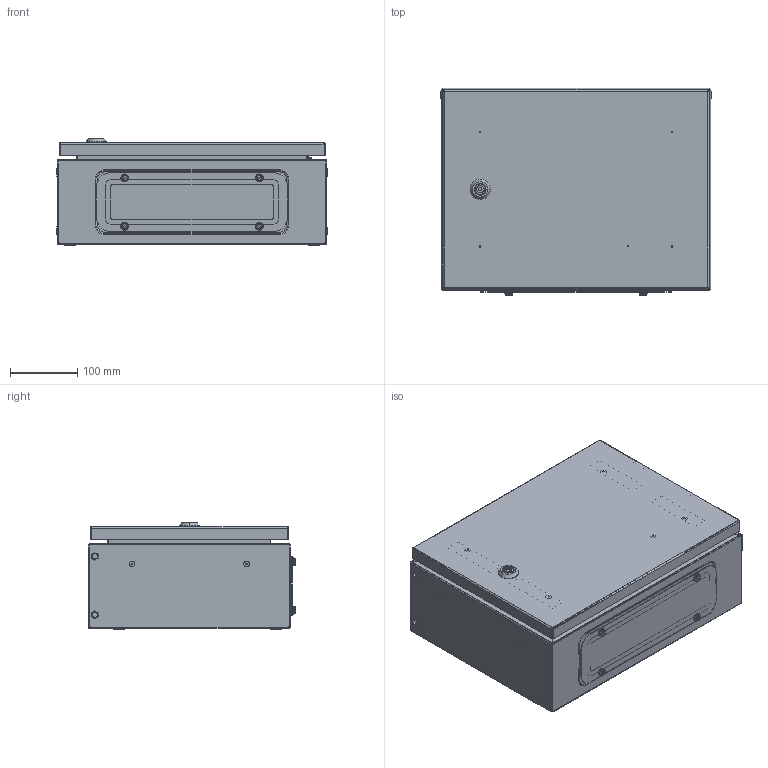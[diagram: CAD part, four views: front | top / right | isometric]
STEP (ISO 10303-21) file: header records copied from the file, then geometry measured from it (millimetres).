
FILE_DESCRIPTION (( 'STEP AP214' ), '1' );
FILE_NAME ('IP-L304015_stp.step', '2025-04-28T11:14:05', ( '' ), ( '' ), 'SwSTEP 2.0', 'SolidWorks 2023', '' );
FILE_SCHEMA (( 'AUTOMOTIVE_DESIGN' ));
Length unit declared in the file: millimetre
Products named in the file (1): IP-L304015_stp
Bounding box: 401.4 x 307.8 x 158.66 mm (x, y, z)
Surface area: 1308628.1 mm2 (no closed solid volume)
Topology: 0 solids, 66 shells, 1836 faces, 4488 edges, 2858 vertices
Faces by surface type: plane 992, cylinder 553, cone 188, bspline 67, torus 36
Entity records: 60724 total; most frequent: CARTESIAN_POINT 16993, ORIENTED_EDGE 8958, DIRECTION 8801, EDGE_CURVE 4488, AXIS2_PLACEMENT_3D 3126, VERTEX_POINT 2858, VECTOR 2549, LINE 2549
